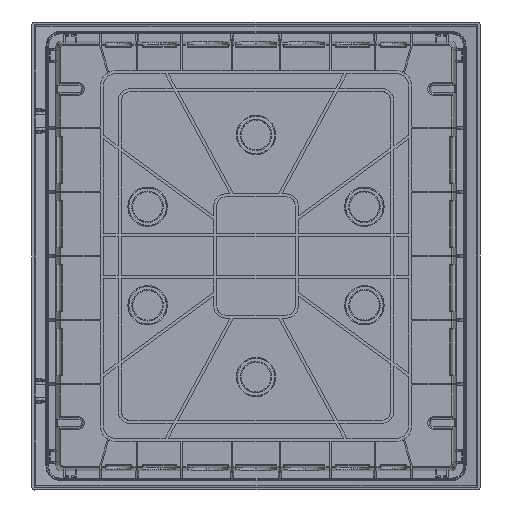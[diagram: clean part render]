
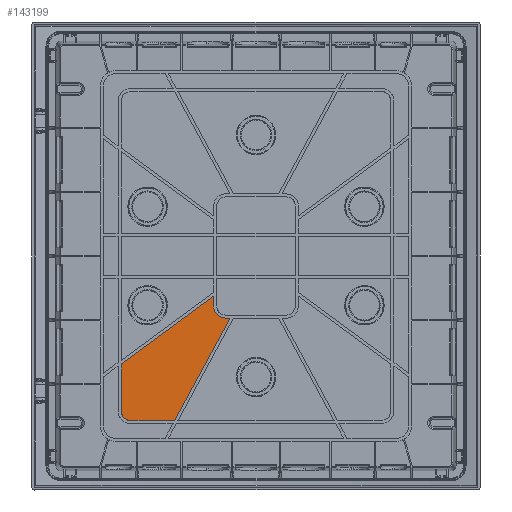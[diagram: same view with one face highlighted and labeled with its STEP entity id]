
A CAD part, front view. The second image highlights one B-rep face of the part: STEP entity #143199.
In plain terms, the highlighted planar face has unit normal (0, -1, 0).
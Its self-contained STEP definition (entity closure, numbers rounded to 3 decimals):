
#4907 = CARTESIAN_POINT ( 'NONE',  ( -137., -76., -157. ) ) ;
#4912 = CARTESIAN_POINT ( 'NONE',  ( -82.595, -76., -167. ) ) ;
#4914 = CARTESIAN_POINT ( 'NONE',  ( -127., -76., -167. ) ) ;
#4916 = CARTESIAN_POINT ( 'NONE',  ( -26.41, -76., -63. ) ) ;
#4918 = CARTESIAN_POINT ( 'NONE',  ( -43., -76., -50.5 ) ) ;
#4920 = CARTESIAN_POINT ( 'NONE',  ( -137., -76., -109.541 ) ) ;
#4921 = CARTESIAN_POINT ( 'NONE',  ( -30.5, -76., -63. ) ) ;
#4925 = CARTESIAN_POINT ( 'NONE',  ( -43., -76., -40.718 ) ) ;
#16539 = VERTEX_POINT ( 'NONE', #4912 ) ;
#16543 = VERTEX_POINT ( 'NONE', #4907 ) ;
#16545 = VERTEX_POINT ( 'NONE', #4916 ) ;
#16553 = VERTEX_POINT ( 'NONE', #4914 ) ;
#16554 = VERTEX_POINT ( 'NONE', #4921 ) ;
#16558 = VERTEX_POINT ( 'NONE', #4918 ) ;
#16560 = VERTEX_POINT ( 'NONE', #4925 ) ;
#16565 = VERTEX_POINT ( 'NONE', #4920 ) ;
#20448 = EDGE_LOOP ( 'NONE', ( #93046, #93049, #93051, #93053, #93055, #93056, #93058, #93060 ) ) ;
#21203 = AXIS2_PLACEMENT_3D ( 'NONE', #41965, #41983, #41985 ) ;
#41965 = CARTESIAN_POINT ( 'NONE',  ( -139.212, -76., -38.192 ) ) ;
#41979 = PLANE ( 'NONE',  #21203 ) ;
#41983 = DIRECTION ( 'NONE',  ( 0., 1., 0. ) ) ;
#41985 = DIRECTION ( 'NONE',  ( 1., 0., 0. ) ) ;
#42299 = FACE_OUTER_BOUND ( 'NONE', #20448, .T. ) ;
#88822 = EDGE_CURVE ( 'NONE', #16539, #16545, #110401, .T. ) ;
#88824 = EDGE_CURVE ( 'NONE', #16545, #16554, #110409, .T. ) ;
#88826 = EDGE_CURVE ( 'NONE', #16554, #16558, #141888, .T. ) ;
#88829 = EDGE_CURVE ( 'NONE', #16558, #16560, #110420, .T. ) ;
#88831 = EDGE_CURVE ( 'NONE', #16560, #16565, #110416, .T. ) ;
#88833 = EDGE_CURVE ( 'NONE', #16543, #16565, #110424, .T. ) ;
#88836 = EDGE_CURVE ( 'NONE', #16553, #16543, #141890, .T. ) ;
#88838 = EDGE_CURVE ( 'NONE', #16539, #16553, #110428, .T. ) ;
#93046 = ORIENTED_EDGE ( 'NONE', *, *, #88822, .T. ) ;
#93049 = ORIENTED_EDGE ( 'NONE', *, *, #88824, .T. ) ;
#93051 = ORIENTED_EDGE ( 'NONE', *, *, #88826, .T. ) ;
#93053 = ORIENTED_EDGE ( 'NONE', *, *, #88829, .T. ) ;
#93055 = ORIENTED_EDGE ( 'NONE', *, *, #88831, .T. ) ;
#93056 = ORIENTED_EDGE ( 'NONE', *, *, #88833, .F. ) ;
#93058 = ORIENTED_EDGE ( 'NONE', *, *, #88836, .F. ) ;
#93060 = ORIENTED_EDGE ( 'NONE', *, *, #88838, .F. ) ;
#110401 = LINE ( 'NONE', #163358, #110414 ) ;
#110409 = LINE ( 'NONE', #163314, #110418 ) ;
#110414 = VECTOR ( 'NONE', #163365, 1000. ) ;
#110416 = LINE ( 'NONE', #163443, #110426 ) ;
#110418 = VECTOR ( 'NONE', #163369, 1000. ) ;
#110420 = LINE ( 'NONE', #163436, #110422 ) ;
#110422 = VECTOR ( 'NONE', #163441, 1000. ) ;
#110424 = LINE ( 'NONE', #163452, #110429 ) ;
#110426 = VECTOR ( 'NONE', #163449, 1000. ) ;
#110428 = LINE ( 'NONE', #163467, #110433 ) ;
#110429 = VECTOR ( 'NONE', #163458, 1000. ) ;
#110433 = VECTOR ( 'NONE', #163496, 1000. ) ;
#141888 = B_SPLINE_CURVE_WITH_KNOTS ( 'NONE', 3,
 ( #163362, #163222, #163386, #163390, #163393, #163397, #163400, #163402, #163404, #163407, #163409, #163413, #163417, #163419, #163422, #163425, #163429, #163432 ),
 .UNSPECIFIED., .F., .F.,
 ( 4, 2, 2, 2, 2, 2, 2, 2, 4 ),
 ( 0., 0.125, 0.25, 0.375, 0.5, 0.625, 0.75, 0.875, 1. ),
 .UNSPECIFIED. ) ;
#141890 = B_SPLINE_CURVE_WITH_KNOTS ( 'NONE', 3,
 ( #163456, #163383, #163469, #163473, #163476, #163480, #163484, #163486, #163489, #163492 ),
 .UNSPECIFIED., .F., .F.,
 ( 4, 2, 2, 2, 4 ),
 ( 0., 0.25, 0.5, 0.75, 1. ),
 .UNSPECIFIED. ) ;
#143199 = ADVANCED_FACE ( 'NONE', ( #42299 ), #41979, .F. ) ;
#163222 = CARTESIAN_POINT ( 'NONE',  ( -31.321, -76., -63. ) ) ;
#163314 = CARTESIAN_POINT ( 'NONE',  ( -28.455, -76., -63. ) ) ;
#163358 = CARTESIAN_POINT ( 'NONE',  ( -54.503, -76., -115. ) ) ;
#163362 = CARTESIAN_POINT ( 'NONE',  ( -30.5, -76., -63. ) ) ;
#163365 = DIRECTION ( 'NONE',  ( 0.475, 0., 0.88 ) ) ;
#163369 = DIRECTION ( 'NONE',  ( -1., 0., 0. ) ) ;
#163383 = CARTESIAN_POINT ( 'NONE',  ( -128.309, -76., -167. ) ) ;
#163386 = CARTESIAN_POINT ( 'NONE',  ( -32.134, -76., -62.92 ) ) ;
#163390 = CARTESIAN_POINT ( 'NONE',  ( -33.743, -76., -62.6 ) ) ;
#163393 = CARTESIAN_POINT ( 'NONE',  ( -34.526, -76., -62.362 ) ) ;
#163397 = CARTESIAN_POINT ( 'NONE',  ( -36.041, -76., -61.735 ) ) ;
#163400 = CARTESIAN_POINT ( 'NONE',  ( -36.762, -76., -61.349 ) ) ;
#163402 = CARTESIAN_POINT ( 'NONE',  ( -38.127, -76., -60.438 ) ) ;
#163404 = CARTESIAN_POINT ( 'NONE',  ( -38.759, -76., -59.919 ) ) ;
#163407 = CARTESIAN_POINT ( 'NONE',  ( -39.919, -76., -58.759 ) ) ;
#163409 = CARTESIAN_POINT ( 'NONE',  ( -40.438, -76., -58.127 ) ) ;
#163413 = CARTESIAN_POINT ( 'NONE',  ( -41.349, -76., -56.763 ) ) ;
#163417 = CARTESIAN_POINT ( 'NONE',  ( -41.735, -76., -56.041 ) ) ;
#163419 = CARTESIAN_POINT ( 'NONE',  ( -42.362, -76., -54.526 ) ) ;
#163422 = CARTESIAN_POINT ( 'NONE',  ( -42.6, -76., -53.743 ) ) ;
#163425 = CARTESIAN_POINT ( 'NONE',  ( -42.92, -76., -52.134 ) ) ;
#163429 = CARTESIAN_POINT ( 'NONE',  ( -43., -76., -51.321 ) ) ;
#163432 = CARTESIAN_POINT ( 'NONE',  ( -43., -76., -50.5 ) ) ;
#163436 = CARTESIAN_POINT ( 'NONE',  ( -43., -76., -45.609 ) ) ;
#163441 = DIRECTION ( 'NONE',  ( 0., 0., 1. ) ) ;
#163443 = CARTESIAN_POINT ( 'NONE',  ( -90., -76., -75.13 ) ) ;
#163449 = DIRECTION ( 'NONE',  ( -0.807, 0., -0.591 ) ) ;
#163452 = CARTESIAN_POINT ( 'NONE',  ( -137., -76., -133.27 ) ) ;
#163456 = CARTESIAN_POINT ( 'NONE',  ( -127., -76., -167. ) ) ;
#163458 = DIRECTION ( 'NONE',  ( 0., 0., 1. ) ) ;
#163467 = CARTESIAN_POINT ( 'NONE',  ( -104.798, -76., -167. ) ) ;
#163469 = CARTESIAN_POINT ( 'NONE',  ( -129.617, -76., -166.74 ) ) ;
#163473 = CARTESIAN_POINT ( 'NONE',  ( -132.036, -76., -165.738 ) ) ;
#163476 = CARTESIAN_POINT ( 'NONE',  ( -133.145, -76., -164.997 ) ) ;
#163480 = CARTESIAN_POINT ( 'NONE',  ( -134.997, -76., -163.145 ) ) ;
#163484 = CARTESIAN_POINT ( 'NONE',  ( -135.738, -76., -162.036 ) ) ;
#163486 = CARTESIAN_POINT ( 'NONE',  ( -136.74, -76., -159.617 ) ) ;
#163489 = CARTESIAN_POINT ( 'NONE',  ( -137., -76., -158.309 ) ) ;
#163492 = CARTESIAN_POINT ( 'NONE',  ( -137., -76., -157. ) ) ;
#163496 = DIRECTION ( 'NONE',  ( -1., 0., 0. ) ) ;
